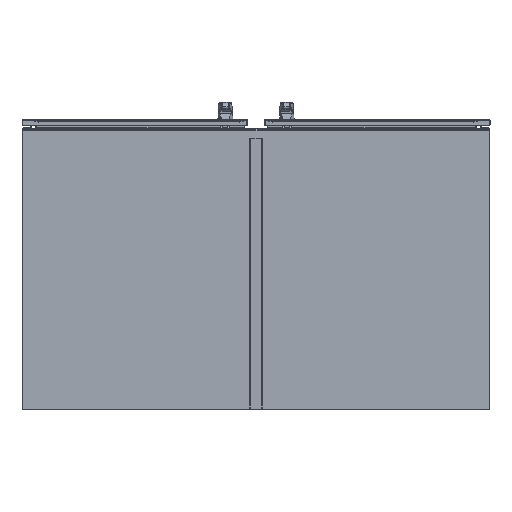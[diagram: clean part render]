
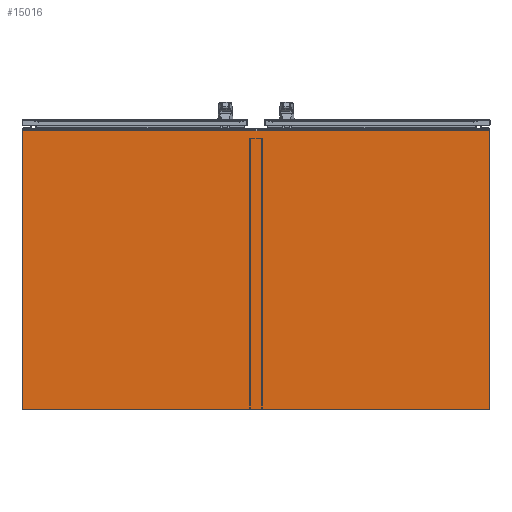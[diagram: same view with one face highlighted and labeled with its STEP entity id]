
A CAD part, front view. The second image highlights one B-rep face of the part: STEP entity #15016.
In plain terms, the highlighted planar face has unit normal (0, -1, 0).
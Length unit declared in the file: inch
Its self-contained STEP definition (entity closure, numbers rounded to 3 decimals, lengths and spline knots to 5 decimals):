
#3866 = VECTOR ( 'NONE', #41967, 39.37008 ) ;
#8751 = VECTOR ( 'NONE', #55252, 39.37008 ) ;
#8995 = CARTESIAN_POINT ( 'NONE',  ( 0., -0.104, 36.021 ) ) ;
#15016 = ADVANCED_FACE ( 'NONE', ( #75368 ), #97590, .F. ) ;
#17862 = LINE ( 'NONE', #65923, #3866 ) ;
#18639 = LINE ( 'NONE', #22025, #81700 ) ;
#21324 = ORIENTED_EDGE ( 'NONE', *, *, #130398, .F. ) ;
#21992 = ORIENTED_EDGE ( 'NONE', *, *, #72466, .F. ) ;
#22025 = CARTESIAN_POINT ( 'NONE',  ( 29.9585, -0.104, 35.88037 ) ) ;
#25796 = VERTEX_POINT ( 'NONE', #100351 ) ;
#30650 = CARTESIAN_POINT ( 'NONE',  ( 29.9585, -0.104, 18.1145 ) ) ;
#41889 = DIRECTION ( 'NONE',  ( 0., 0., 1. ) ) ;
#41967 = DIRECTION ( 'NONE',  ( 0., 0., -1. ) ) ;
#44499 = CARTESIAN_POINT ( 'NONE',  ( 0., -0.104, 0.104 ) ) ;
#46474 = ORIENTED_EDGE ( 'NONE', *, *, #112387, .F. ) ;
#55252 = DIRECTION ( 'NONE',  ( -1., 0., 0. ) ) ;
#64842 = DIRECTION ( 'NONE',  ( 0., 1., 0. ) ) ;
#65923 = CARTESIAN_POINT ( 'NONE',  ( 59.917, -0.104, 36.021 ) ) ;
#69697 = LINE ( 'NONE', #8995, #132608 ) ;
#72466 = EDGE_CURVE ( 'NONE', #107982, #25796, #103308, .T. ) ;
#73411 = VERTEX_POINT ( 'NONE', #123292 ) ;
#75368 = FACE_OUTER_BOUND ( 'NONE', #113176, .T. ) ;
#77902 = ORIENTED_EDGE ( 'NONE', *, *, #135483, .F. ) ;
#81700 = VECTOR ( 'NONE', #112525, 39.37008 ) ;
#91750 = CARTESIAN_POINT ( 'NONE',  ( 59.917, -0.104, 35.88038 ) ) ;
#97590 = PLANE ( 'NONE',  #128213 ) ;
#100351 = CARTESIAN_POINT ( 'NONE',  ( 0., -0.104, 0.104 ) ) ;
#103308 = LINE ( 'NONE', #44499, #8751 ) ;
#107982 = VERTEX_POINT ( 'NONE', #139302 ) ;
#112387 = EDGE_CURVE ( 'NONE', #25796, #73411, #69697, .T. ) ;
#112525 = DIRECTION ( 'NONE',  ( 1., 0., 0. ) ) ;
#113176 = EDGE_LOOP ( 'NONE', ( #46474, #21992, #21324, #77902 ) ) ;
#120987 = DIRECTION ( 'NONE',  ( 0., 0., 1. ) ) ;
#122333 = VERTEX_POINT ( 'NONE', #91750 ) ;
#123292 = CARTESIAN_POINT ( 'NONE',  ( 0., -0.104, 35.88037 ) ) ;
#128213 = AXIS2_PLACEMENT_3D ( 'NONE', #30650, #64842, #41889 ) ;
#130398 = EDGE_CURVE ( 'NONE', #122333, #107982, #17862, .T. ) ;
#132608 = VECTOR ( 'NONE', #120987, 39.37008 ) ;
#135483 = EDGE_CURVE ( 'NONE', #73411, #122333, #18639, .T. ) ;
#139302 = CARTESIAN_POINT ( 'NONE',  ( 59.917, -0.104, 0.104 ) ) ;
